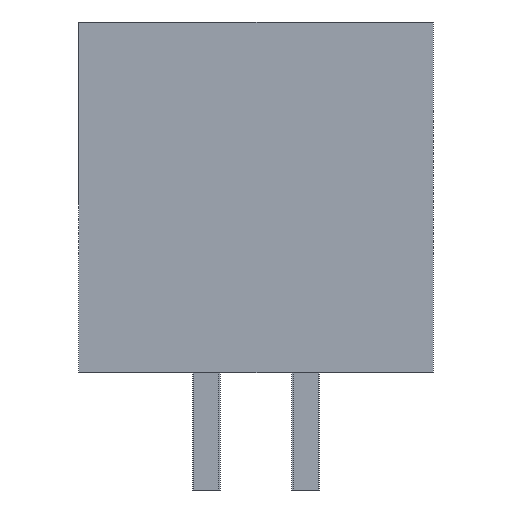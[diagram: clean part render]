
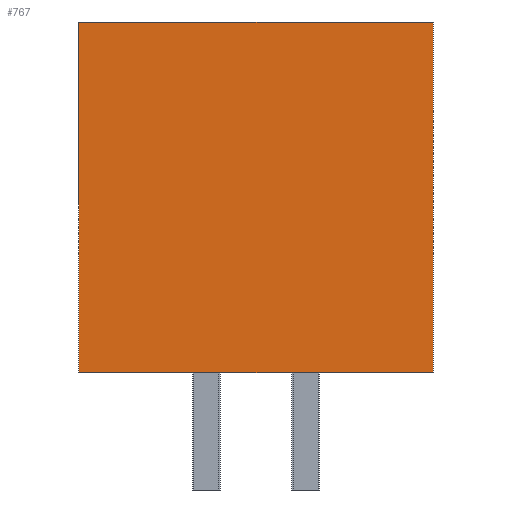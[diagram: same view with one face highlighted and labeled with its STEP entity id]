
A CAD part, left-side view. The second image highlights one B-rep face of the part: STEP entity #767.
In plain terms, the highlighted planar face has unit normal (-1, 0, 0).
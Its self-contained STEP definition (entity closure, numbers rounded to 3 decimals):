
#570 = AXIS2_PLACEMENT_3D ( 'NONE', #4016, #8135, #6874 ) ;
#688 = DIRECTION ( 'NONE',  ( 0., -1., 0. ) ) ;
#707 = ORIENTED_EDGE ( 'NONE', *, *, #6601, .F. ) ;
#712 = EDGE_CURVE ( 'NONE', #8384, #6961, #6607, .T. ) ;
#767 = ADVANCED_FACE ( 'NONE', ( #909 ), #7239, .F. ) ;
#879 = LINE ( 'NONE', #5364, #2086 ) ;
#909 = FACE_OUTER_BOUND ( 'NONE', #5210, .T. ) ;
#1369 = CARTESIAN_POINT ( 'NONE',  ( -18.184, 5.009, 0. ) ) ;
#1632 = CARTESIAN_POINT ( 'NONE',  ( -18.184, 5.009, 9. ) ) ;
#1646 = LINE ( 'NONE', #7432, #8361 ) ;
#2080 = ORIENTED_EDGE ( 'NONE', *, *, #6579, .T. ) ;
#2086 = VECTOR ( 'NONE', #5186, 1000. ) ;
#2977 = EDGE_CURVE ( 'NONE', #8384, #7007, #4909, .T. ) ;
#3876 = VECTOR ( 'NONE', #8035, 1000. ) ;
#3947 = ORIENTED_EDGE ( 'NONE', *, *, #2977, .F. ) ;
#3959 = VECTOR ( 'NONE', #688, 1000. ) ;
#4016 = CARTESIAN_POINT ( 'NONE',  ( -18.184, 5.009, 9. ) ) ;
#4909 = LINE ( 'NONE', #6292, #3959 ) ;
#5186 = DIRECTION ( 'NONE',  ( 0., -1., 0. ) ) ;
#5210 = EDGE_LOOP ( 'NONE', ( #2080, #707, #3947, #6905 ) ) ;
#5364 = CARTESIAN_POINT ( 'NONE',  ( -18.184, 5.009, 0. ) ) ;
#5868 = CARTESIAN_POINT ( 'NONE',  ( -18.184, 5.009, 9. ) ) ;
#6292 = CARTESIAN_POINT ( 'NONE',  ( -18.184, 5.009, 9. ) ) ;
#6419 = VERTEX_POINT ( 'NONE', #7095 ) ;
#6579 = EDGE_CURVE ( 'NONE', #6961, #6419, #879, .T. ) ;
#6601 = EDGE_CURVE ( 'NONE', #7007, #6419, #1646, .T. ) ;
#6607 = LINE ( 'NONE', #1632, #3876 ) ;
#6874 = DIRECTION ( 'NONE',  ( 0., 0., -1. ) ) ;
#6905 = ORIENTED_EDGE ( 'NONE', *, *, #712, .T. ) ;
#6961 = VERTEX_POINT ( 'NONE', #1369 ) ;
#7007 = VERTEX_POINT ( 'NONE', #8231 ) ;
#7095 = CARTESIAN_POINT ( 'NONE',  ( -18.184, -4.091, 0. ) ) ;
#7239 = PLANE ( 'NONE',  #570 ) ;
#7302 = DIRECTION ( 'NONE',  ( 0., 0., -1. ) ) ;
#7432 = CARTESIAN_POINT ( 'NONE',  ( -18.184, -4.091, 9. ) ) ;
#8035 = DIRECTION ( 'NONE',  ( 0., 0., -1. ) ) ;
#8135 = DIRECTION ( 'NONE',  ( 1., 0., 0. ) ) ;
#8231 = CARTESIAN_POINT ( 'NONE',  ( -18.184, -4.091, 9. ) ) ;
#8361 = VECTOR ( 'NONE', #7302, 1000. ) ;
#8384 = VERTEX_POINT ( 'NONE', #5868 ) ;
